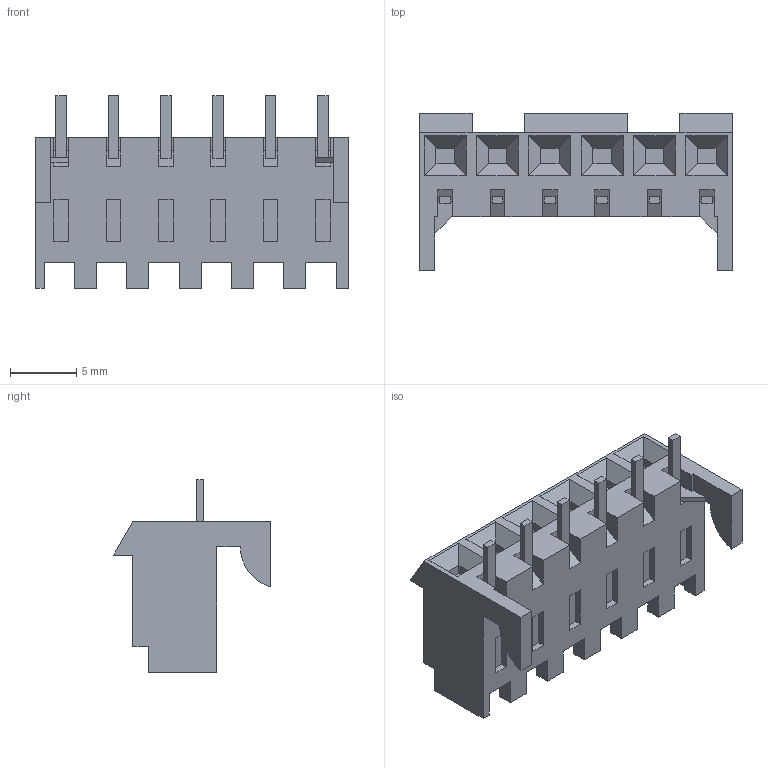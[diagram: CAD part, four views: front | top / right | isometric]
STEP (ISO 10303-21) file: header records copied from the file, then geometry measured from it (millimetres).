
FILE_DESCRIPTION(('FreeCAD Model'),'2;1');
FILE_NAME('Open CASCADE Shape Model','2025-10-02T08:08:19',(''),(''), 'Open CASCADE STEP processor 7.6','FreeCAD','Unknown');
FILE_SCHEMA(('AUTOMOTIVE_DESIGN { 1 0 10303 214 1 1 1 1 }'));
Length unit declared in the file: millimetre
Products named in the file (2): 0009483064_1; SOLID
Assembly tree (1 placements, depth 2):
  0009483064_1
    SOLID
Bounding box: 23.67 x 11.89 x 14.61 mm (x, y, z)
Volume: 1450.2 mm3; surface area: 1282.3 mm2
Topology: 1 solids, 1 shells, 200 faces, 518 edges, 336 vertices
Faces by surface type: plane 198, cylinder 2
Entity records: 7384 total; most frequent: CARTESIAN_POINT 1056, ORIENTED_EDGE 1036, DIRECTION 926, EDGE_CURVE 518, LINE 514, VECTOR 514, VERTEX_POINT 336, FACE_BOUND 216
